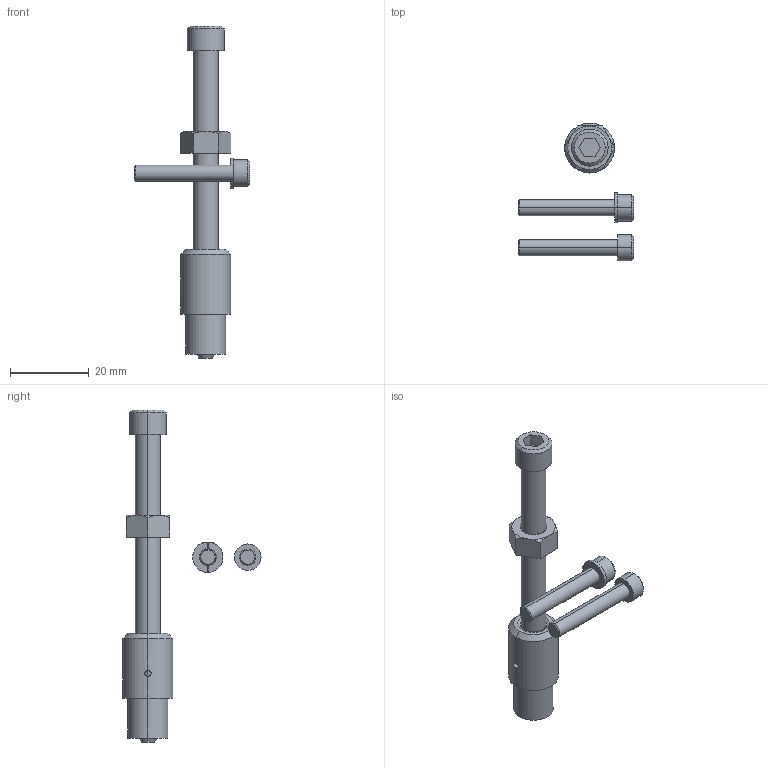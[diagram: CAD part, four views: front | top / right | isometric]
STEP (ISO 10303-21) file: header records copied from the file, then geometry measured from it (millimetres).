
FILE_DESCRIPTION (( 'STEP AP203' ), '1' );
FILE_NAME ('D1002821-v2.STEP', '2012-02-29T15:48:08', ( 'Dwayne Giardina' ), ( 'Microsoft' ), 'SwSTEP 2.0', 'SolidWorks 2012', '' );
FILE_SCHEMA (( 'CONFIG_CONTROL_DESIGN' ));
Length unit declared in the file: inch
Products named in the file (15): D060546_Advanced_LIGO_Impact_Absorber_for_Glass_Stops,_Earthquake_Stop; Ag-SST_HexNut_HN .25; D080725_Advanced_LIGO_Earthquake_Stop_for_Metal_or_Glass,_2.5_Inch; D060548_Advanced_LIGO_Fused_Silica_Earthquake_Stop; D1002821-v2; Helicoil_0.25-20 X 0.25 LONG; Rounded_SHCS_RSHCS 0.25-20  X 2.5; Helicoil; D080724_Advanced_LIGO_Mounting_Cap,_Earthquake_Stop; D1002822_Advanced_LIGO_SUS_HLTS_Lower_Bottom_Mass_Earthquake_Stop_Bracket_Assembly_Right; Vented_Flat_Washer_________ FLAT WASHERS NAS 620-C8L  (OR EQUIV.); SST_Socketheadcapscrew_SHCS #8-32  X 1; Vented_Flat_Washer; D1002824_Advanced_LIGO_SUS_HLTS_Lower_Bottom_Mass_Earthquake_Stop_Bracket_Side; D1002823_Advanced_LIGO_SUS_HLTS_Lower_Bottom_Mass_Earthquake_Stop_Bracket_Back
Assembly tree (11 placements, depth 3):
  D1002821-v2
    D1002822_Advanced_LIGO_SUS_HLTS_Lower_Bottom_Mass_Earthquake_Stop_Bracket_Assembly_Right
      Vented_Flat_Washer_________ FLAT WASHERS NAS 620-C8L  (OR EQUIV.)
      SST_Socketheadcapscrew_SHCS #8-32  X 1  x2
    D080725_Advanced_LIGO_Earthquake_Stop_for_Metal_or_Glass,_2.5_Inch
      Rounded_SHCS_RSHCS 0.25-20  X 2.5
      Helicoil_0.25-20 X 0.25 LONG
      D080724_Advanced_LIGO_Mounting_Cap,_Earthquake_Stop
      D060546_Advanced_LIGO_Impact_Absorber_for_Glass_Stops,_Earthquake_Stop
      D060548_Advanced_LIGO_Fused_Silica_Earthquake_Stop
    Ag-SST_HexNut_HN .25
  Helicoil
  Vented_Flat_Washer
  D1002824_Advanced_LIGO_SUS_HLTS_Lower_Bottom_Mass_Earthquake_Stop_Bracket_Side
  D1002823_Advanced_LIGO_SUS_HLTS_Lower_Bottom_Mass_Earthquake_Stop_Bracket_Back
Bounding box: 29.5 x 35.13 x 84.48 mm (x, y, z)
Volume: 6333.5 mm3; surface area: 5397.4 mm2
Topology: 9 solids, 9 shells, 124 faces, 269 edges, 166 vertices
Faces by surface type: plane 55, cylinder 36, cone 29, sphere 2, torus 2
Entity records: 4486 total; most frequent: CARTESIAN_POINT 634, DIRECTION 537, ORIENTED_EDGE 450, EDGE_CURVE 225, AXIS2_PLACEMENT_3D 215, VERTEX_POINT 140, PERSON_AND_ORGANIZATION 131, EDGE_LOOP 121
